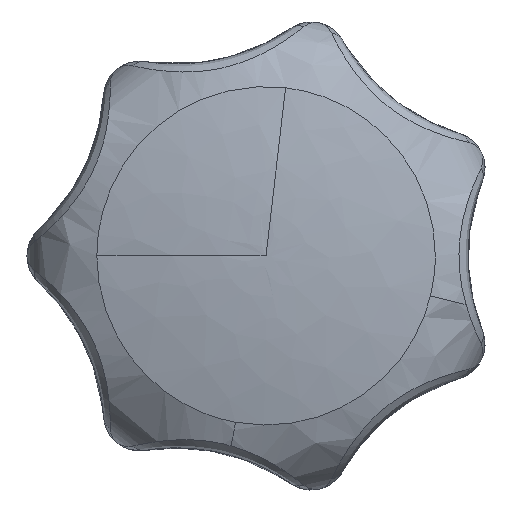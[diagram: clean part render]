
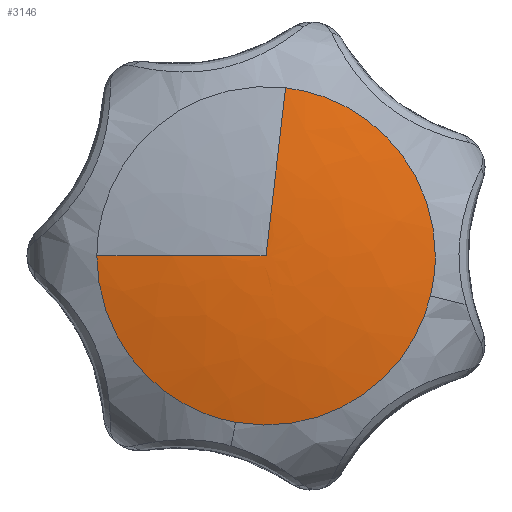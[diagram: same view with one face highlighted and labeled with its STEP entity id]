
A CAD part, top view. The second image highlights one B-rep face of the part: STEP entity #3146.
In plain terms, the highlighted free-form (B-spline) face has degree [2, 2] with [3, 7] control points.
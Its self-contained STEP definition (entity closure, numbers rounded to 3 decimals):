
#2159=CARTESIAN_POINT('',(-2.556,-13.924,23.484));
#2160=VERTEX_POINT('',#2159);
#2161=CARTESIAN_POINT('',(13.755,-3.348,23.484));
#2162=VERTEX_POINT('',#2161);
#2163=CARTESIAN_POINT('',(-2.556,-13.924,23.484));
#2164=CARTESIAN_POINT('',(-1.289,-14.157,23.484));
#2165=CARTESIAN_POINT('',(0.,-14.157,23.484));
#2166=CARTESIAN_POINT('',(11.124,-14.157,23.484));
#2167=CARTESIAN_POINT('',(13.755,-3.348,23.484));
#2175=(BOUNDED_CURVE()B_SPLINE_CURVE(2,(#2163,#2164,#2165,#2166,#2167),.UNSPECIFIED.,.F.,.U.)B_SPLINE_CURVE_WITH_KNOTS((3,2,3),(0.219,0.25,0.46),.UNSPECIFIED.)CURVE()GEOMETRIC_REPRESENTATION_ITEM()RATIONAL_B_SPLINE_CURVE((0.936,0.964,1.0,0.754,0.921))REPRESENTATION_ITEM(''));
#2176=EDGE_CURVE('',#2160,#2162,#2175,.T.);
#2454=CARTESIAN_POINT('',(-14.157,0.0,23.484));
#2455=VERTEX_POINT('',#2454);
#2456=CARTESIAN_POINT('',(-14.157,0.0,23.484));
#2457=CARTESIAN_POINT('',(-14.157,-11.795,23.484));
#2458=CARTESIAN_POINT('',(-2.556,-13.924,23.484));
#2466=(BOUNDED_CURVE()B_SPLINE_CURVE(2,(#2456,#2457,#2458),.UNSPECIFIED.,.F.,.U.)B_SPLINE_CURVE_WITH_KNOTS((3,3),(0.0,0.219),.UNSPECIFIED.)CURVE()GEOMETRIC_REPRESENTATION_ITEM()RATIONAL_B_SPLINE_CURVE((1.0,0.743,0.936))REPRESENTATION_ITEM(''));
#2467=EDGE_CURVE('',#2455,#2160,#2466,.T.);
#2469=CARTESIAN_POINT('',(1.635,14.062,23.484));
#2470=VERTEX_POINT('',#2469);
#2486=CARTESIAN_POINT('',(14.157,0.0,23.484));
#2487=VERTEX_POINT('',#2486);
#2488=CARTESIAN_POINT('',(14.157,0.0,23.484));
#2489=CARTESIAN_POINT('',(14.157,12.606,23.484));
#2490=CARTESIAN_POINT('',(1.635,14.062,23.484));
#2498=(BOUNDED_CURVE()B_SPLINE_CURVE(2,(#2488,#2489,#2490),.UNSPECIFIED.,.F.,.U.)B_SPLINE_CURVE_WITH_KNOTS((3,3),(0.5,0.73),.UNSPECIFIED.)CURVE()GEOMETRIC_REPRESENTATION_ITEM()RATIONAL_B_SPLINE_CURVE((1.0,0.731,0.957))REPRESENTATION_ITEM(''));
#2499=EDGE_CURVE('',#2487,#2470,#2498,.T.);
#2501=CARTESIAN_POINT('',(13.755,-3.348,23.484));
#2502=CARTESIAN_POINT('',(14.157,-1.698,23.484));
#2503=CARTESIAN_POINT('',(14.157,0.0,23.484));
#2511=(BOUNDED_CURVE()B_SPLINE_CURVE(2,(#2501,#2502,#2503),.UNSPECIFIED.,.F.,.U.)B_SPLINE_CURVE_WITH_KNOTS((3,3),(0.46,0.5),.UNSPECIFIED.)CURVE()GEOMETRIC_REPRESENTATION_ITEM()RATIONAL_B_SPLINE_CURVE((0.921,0.953,1.0))REPRESENTATION_ITEM(''));
#2512=EDGE_CURVE('',#2162,#2487,#2511,.T.);
#3083=CARTESIAN_POINT('',(1.717,14.767,23.319));
#3084=CARTESIAN_POINT('',(0.87,7.486,25.071));
#3085=CARTESIAN_POINT('',(0.,0.,25.));
#3086=CARTESIAN_POINT('',(14.867,13.239,23.319));
#3087=CARTESIAN_POINT('',(7.536,6.711,25.071));
#3088=CARTESIAN_POINT('',(0.,0.0,25.));
#3089=CARTESIAN_POINT('',(14.867,0.0,23.319));
#3090=CARTESIAN_POINT('',(7.536,0.0,25.071));
#3091=CARTESIAN_POINT('',(0.,0.0,25.));
#3092=CARTESIAN_POINT('',(14.867,-14.867,23.319));
#3093=CARTESIAN_POINT('',(7.536,-7.536,25.071));
#3094=CARTESIAN_POINT('',(0.0,0.,25.));
#3095=CARTESIAN_POINT('',(0.0,-14.867,23.319));
#3096=CARTESIAN_POINT('',(0.0,-7.536,25.071));
#3097=CARTESIAN_POINT('',(0.0,0.,25.));
#3098=CARTESIAN_POINT('',(-14.867,-14.867,23.319));
#3099=CARTESIAN_POINT('',(-7.536,-7.536,25.071));
#3100=CARTESIAN_POINT('',(0.,0.0,25.));
#3101=CARTESIAN_POINT('',(-14.867,0.0,23.319));
#3102=CARTESIAN_POINT('',(-7.536,0.0,25.071));
#3103=CARTESIAN_POINT('',(0.,0.0,25.));
#3111=(BOUNDED_SURFACE()B_SPLINE_SURFACE(2,2,((#3083,#3086,#3089,#3092,#3095,#3098,#3101),(#3084,#3087,#3090,#3093,#3096,#3099,#3102),(#3085,#3088,#3091,#3094,#3097,#3100,#3103)),.UNSPECIFIED.,.F.,.F.,.U.)B_SPLINE_SURFACE_WITH_KNOTS((3,3),(3,2,2,3),(0.921,1.0),(0.27,0.5,0.75,1.0),.UNSPECIFIED.)GEOMETRIC_REPRESENTATION_ITEM()RATIONAL_B_SPLINE_SURFACE(((0.91,0.695,0.951,0.673,0.951,0.673,0.951),(0.926,0.707,0.968,0.684,0.968,0.684,0.968),(0.957,0.731,1.0,0.707,1.0,0.707,1.0)))REPRESENTATION_ITEM('')SURFACE());
#3112=ORIENTED_EDGE('',*,*,#2499,.T.);
#3113=CARTESIAN_POINT('',(0.,0.,25.));
#3114=VERTEX_POINT('',#3113);
#3115=CARTESIAN_POINT('',(1.635,14.062,23.484));
#3116=CARTESIAN_POINT('',(0.827,7.119,25.067));
#3117=CARTESIAN_POINT('',(0.,0.,25.));
#3125=(BOUNDED_CURVE()B_SPLINE_CURVE(2,(#3115,#3116,#3117),.UNSPECIFIED.,.F.,.U.)B_SPLINE_CURVE_WITH_KNOTS((3,3),(0.925,1.0),.UNSPECIFIED.)CURVE()GEOMETRIC_REPRESENTATION_ITEM()RATIONAL_B_SPLINE_CURVE((0.912,0.928,0.957))REPRESENTATION_ITEM(''));
#3126=EDGE_CURVE('',#2470,#3114,#3125,.T.);
#3127=ORIENTED_EDGE('',*,*,#3126,.T.);
#3128=CARTESIAN_POINT('',(-14.157,0.0,23.484));
#3129=CARTESIAN_POINT('',(-7.167,0.0,25.067));
#3130=CARTESIAN_POINT('',(0.,0.0,25.));
#3138=(BOUNDED_CURVE()B_SPLINE_CURVE(2,(#3128,#3129,#3130),.UNSPECIFIED.,.F.,.U.)B_SPLINE_CURVE_WITH_KNOTS((3,3),(0.925,1.0),.UNSPECIFIED.)CURVE()GEOMETRIC_REPRESENTATION_ITEM()RATIONAL_B_SPLINE_CURVE((0.953,0.97,1.0))REPRESENTATION_ITEM(''));
#3139=EDGE_CURVE('',#2455,#3114,#3138,.T.);
#3140=ORIENTED_EDGE('',*,*,#3139,.F.);
#3141=ORIENTED_EDGE('',*,*,#2467,.T.);
#3142=ORIENTED_EDGE('',*,*,#2176,.T.);
#3143=ORIENTED_EDGE('',*,*,#2512,.T.);
#3144=EDGE_LOOP('',(#3112,#3127,#3140,#3141,#3142,#3143));
#3145=FACE_OUTER_BOUND('',#3144,.T.);
#3146=ADVANCED_FACE('',(#3145),#3111,.T.);
